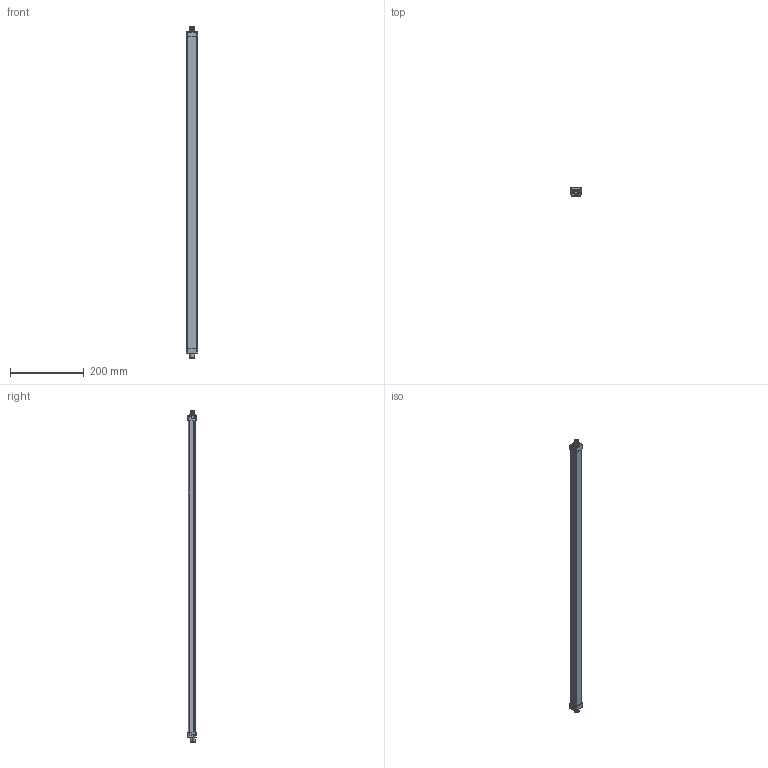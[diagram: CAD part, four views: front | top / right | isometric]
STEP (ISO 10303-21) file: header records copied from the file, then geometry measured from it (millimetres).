
FILE_DESCRIPTION((''),'2;1');
FILE_NAME('248428_SM01_ASM','2025-06-25T09:10:44',('banengservice'),('BANNER ENGINEERING'),'CREO PARAMETRIC BY PTC INC, 2022414','CREO PARAMETRIC BY PTC INC, 2022414','');
FILE_SCHEMA(('CONFIG_CONTROL_DESIGN'));
Products named in the file (2): 248428_EP01; 248428_SM01_ASM
Assembly tree (1 placements, depth 2):
  248428_SM01_ASM
    248428_EP01
Bounding box: 31.59 x 24.59 x 902.37 mm (x, y, z)
Volume: 485218.6 mm3; surface area: 99819.3 mm2
Topology: 1 solids, 1 shells, 1063 faces, 2767 edges, 1743 vertices
Faces by surface type: cylinder 478, plane 239, bspline 152, cone 140, torus 48, sphere 6
Entity records: 124335 total; most frequent: CARTESIAN_POINT 100124, ORIENTED_EDGE 5518, DIRECTION 4412, EDGE_CURVE 2759, VERTEX_POINT 1743, AXIS2_PLACEMENT_3D 1716, EDGE_LOOP 1122, FACE_OUTER_BOUND 1063
